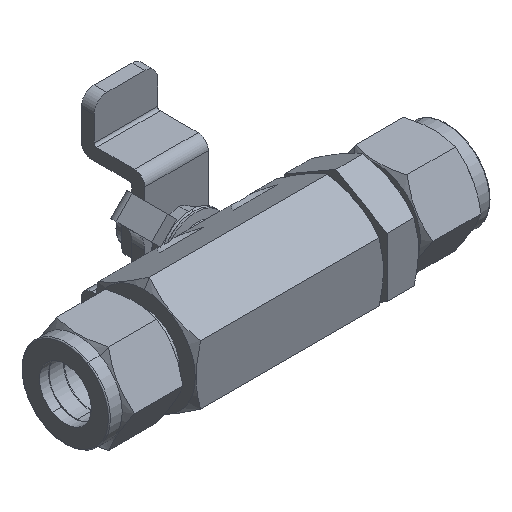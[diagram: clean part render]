
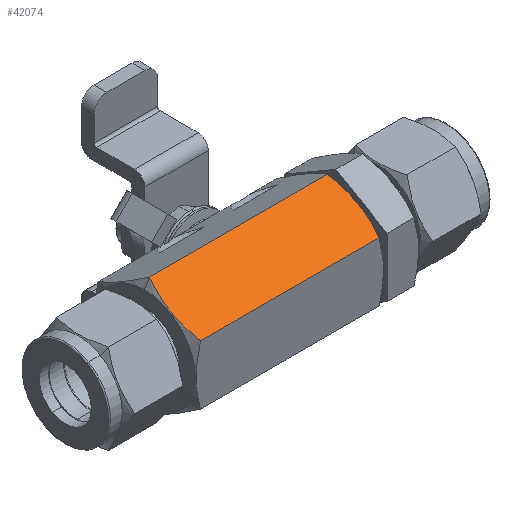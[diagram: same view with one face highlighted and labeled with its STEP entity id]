
A CAD part, isometric view. The second image highlights one B-rep face of the part: STEP entity #42074.
In plain terms, the highlighted planar face has unit normal (0, -0.5, 0.866).
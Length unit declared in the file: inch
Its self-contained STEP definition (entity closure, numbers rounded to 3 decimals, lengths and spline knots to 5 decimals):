
#150 = LINE ( 'NONE', #35252, #28797 ) ;
#2684 = CARTESIAN_POINT ( 'NONE',  ( -1.04046, 0., 0.57735 ) ) ;
#4170 = EDGE_LOOP ( 'NONE', ( #47517, #19326, #30246, #40413 ) ) ;
#7432 = LINE ( 'NONE', #44656, #36356 ) ;
#8271 = VERTEX_POINT ( 'NONE', #39559 ) ;
#8633 = VERTEX_POINT ( 'NONE', #35482 ) ;
#11169 = AXIS2_PLACEMENT_3D ( 'NONE', #14306, #14079, #14030 ) ;
#13322 = B_SPLINE_CURVE_WITH_KNOTS ( 'NONE', 3,
 ( #18276, #18333, #18164, #18155, #18107, #18042, #18035, #17985, #17973, #17926, #17866, #17857 ),
 .UNSPECIFIED., .F., .F.,
 ( 4, 2, 2, 2, 2, 4 ),
 ( 0., 0.0037, 0.00741, 0.00926, 0.01111, 0.01481 ),
 .UNSPECIFIED. ) ;
#14030 = DIRECTION ( 'NONE',  ( 0., 0.866, 0.5 ) ) ;
#14079 = DIRECTION ( 'NONE',  ( 0., 0.5, -0.866 ) ) ;
#14188 = PLANE ( 'NONE',  #11169 ) ;
#14306 = CARTESIAN_POINT ( 'NONE',  ( 0.746, 0., 0.57735 ) ) ;
#17857 = CARTESIAN_POINT ( 'NONE',  ( -1.04046, -0.5, 0.28868 ) ) ;
#17866 = CARTESIAN_POINT ( 'NONE',  ( -1.05408, -0.45913, 0.31227 ) ) ;
#17926 = CARTESIAN_POINT ( 'NONE',  ( -1.06532, -0.41792, 0.33607 ) ) ;
#17973 = CARTESIAN_POINT ( 'NONE',  ( -1.07699, -0.35535, 0.37219 ) ) ;
#17985 = CARTESIAN_POINT ( 'NONE',  ( -1.08001, -0.33437, 0.3843 ) ) ;
#18035 = CARTESIAN_POINT ( 'NONE',  ( -1.08408, -0.29213, 0.40869 ) ) ;
#18042 = CARTESIAN_POINT ( 'NONE',  ( -1.08513, -0.27078, 0.42102 ) ) ;
#18107 = CARTESIAN_POINT ( 'NONE',  ( -1.08508, -0.20701, 0.45783 ) ) ;
#18155 = CARTESIAN_POINT ( 'NONE',  ( -1.08081, -0.16503, 0.48207 ) ) ;
#18164 = CARTESIAN_POINT ( 'NONE',  ( -1.06528, -0.08194, 0.53004 ) ) ;
#18276 = CARTESIAN_POINT ( 'NONE',  ( -1.04046, 0., 0.57735 ) ) ;
#18333 = CARTESIAN_POINT ( 'NONE',  ( -1.05406, -0.04082, 0.55378 ) ) ;
#19326 = ORIENTED_EDGE ( 'NONE', *, *, #41813, .T. ) ;
#22622 = VERTEX_POINT ( 'NONE', #2684 ) ;
#23251 = EDGE_CURVE ( 'NONE', #8633, #22622, #7432, .T. ) ;
#28797 = VECTOR ( 'NONE', #35239, 39.37008 ) ;
#30246 = ORIENTED_EDGE ( 'NONE', *, *, #34323, .F. ) ;
#31678 = EDGE_CURVE ( 'NONE', #8633, #47276, #40533, .T. ) ;
#32369 = CARTESIAN_POINT ( 'NONE',  ( 0.69846, -0.5, 0.28868 ) ) ;
#34323 = EDGE_CURVE ( 'NONE', #47276, #8271, #150, .T. ) ;
#35239 = DIRECTION ( 'NONE',  ( -1., 0., 0. ) ) ;
#35241 = FACE_OUTER_BOUND ( 'NONE', #4170, .T. ) ;
#35252 = CARTESIAN_POINT ( 'NONE',  ( 0.746, -0.5, 0.28868 ) ) ;
#35482 = CARTESIAN_POINT ( 'NONE',  ( 0.69846, 0., 0.57735 ) ) ;
#36356 = VECTOR ( 'NONE', #44744, 39.37008 ) ;
#36388 = CARTESIAN_POINT ( 'NONE',  ( 0.69846, -0.5, 0.28868 ) ) ;
#36434 = CARTESIAN_POINT ( 'NONE',  ( 0.71208, -0.45913, 0.31227 ) ) ;
#36446 = CARTESIAN_POINT ( 'NONE',  ( 0.72332, -0.41792, 0.33607 ) ) ;
#36534 = CARTESIAN_POINT ( 'NONE',  ( 0.73499, -0.35535, 0.37219 ) ) ;
#36596 = CARTESIAN_POINT ( 'NONE',  ( 0.73801, -0.33437, 0.3843 ) ) ;
#36685 = CARTESIAN_POINT ( 'NONE',  ( 0.74208, -0.29213, 0.40869 ) ) ;
#36698 = CARTESIAN_POINT ( 'NONE',  ( 0.74313, -0.27078, 0.42102 ) ) ;
#36757 = CARTESIAN_POINT ( 'NONE',  ( 0.74308, -0.20701, 0.45783 ) ) ;
#36815 = CARTESIAN_POINT ( 'NONE',  ( 0.73881, -0.16503, 0.48207 ) ) ;
#36917 = CARTESIAN_POINT ( 'NONE',  ( 0.72328, -0.08194, 0.53004 ) ) ;
#36991 = CARTESIAN_POINT ( 'NONE',  ( 0.69846, 0., 0.57735 ) ) ;
#37036 = CARTESIAN_POINT ( 'NONE',  ( 0.71206, -0.04082, 0.55378 ) ) ;
#39559 = CARTESIAN_POINT ( 'NONE',  ( -1.04046, -0.5, 0.28868 ) ) ;
#40413 = ORIENTED_EDGE ( 'NONE', *, *, #31678, .F. ) ;
#40533 = B_SPLINE_CURVE_WITH_KNOTS ( 'NONE', 3,
 ( #36991, #37036, #36917, #36815, #36757, #36698, #36685, #36596, #36534, #36446, #36434, #36388 ),
 .UNSPECIFIED., .F., .F.,
 ( 4, 2, 2, 2, 2, 4 ),
 ( 0., 0.0037, 0.00741, 0.00926, 0.01111, 0.01481 ),
 .UNSPECIFIED. ) ;
#41813 = EDGE_CURVE ( 'NONE', #22622, #8271, #13322, .T. ) ;
#42074 = ADVANCED_FACE ( 'NONE', ( #35241 ), #14188, .F. ) ;
#44656 = CARTESIAN_POINT ( 'NONE',  ( 0.746, 0., 0.57735 ) ) ;
#44744 = DIRECTION ( 'NONE',  ( -1., 0., 0. ) ) ;
#47276 = VERTEX_POINT ( 'NONE', #32369 ) ;
#47517 = ORIENTED_EDGE ( 'NONE', *, *, #23251, .T. ) ;
